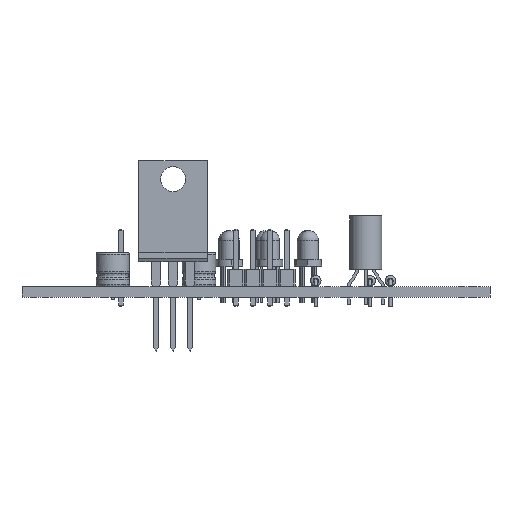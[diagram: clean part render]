
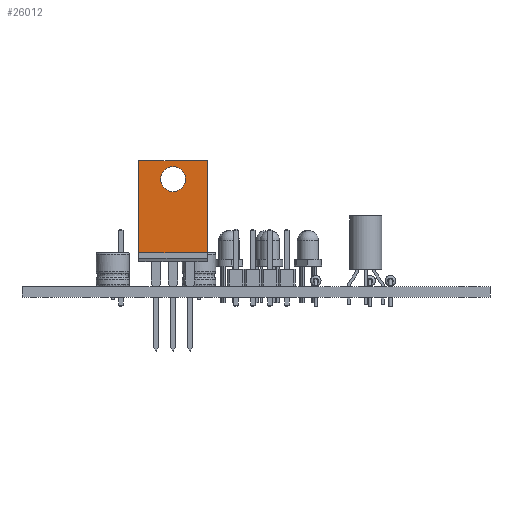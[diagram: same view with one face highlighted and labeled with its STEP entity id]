
A CAD part, left-side view. The second image highlights one B-rep face of the part: STEP entity #26012.
In plain terms, the highlighted face is planar.
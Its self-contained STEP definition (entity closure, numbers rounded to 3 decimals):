
#23470 = PLANE('',#23471);
#23471 = AXIS2_PLACEMENT_3D('',#23472,#23473,#23474);
#23472 = CARTESIAN_POINT('',(7.655,3.16,5.));
#23473 = DIRECTION('',(1.,0.,0.));
#23474 = DIRECTION('',(0.,-1.,0.));
#23526 = PLANE('',#23527);
#23527 = AXIS2_PLACEMENT_3D('',#23528,#23529,#23530);
#23528 = CARTESIAN_POINT('',(-2.575,1.89,5.));
#23529 = DIRECTION('',(-1.,0.,0.));
#23530 = DIRECTION('',(0.,1.,0.));
#23603 = PLANE('',#23604);
#23604 = AXIS2_PLACEMENT_3D('',#23605,#23606,#23607);
#23605 = CARTESIAN_POINT('',(-2.575,3.16,5.));
#23606 = DIRECTION('',(0.,0.,1.));
#23607 = DIRECTION('',(1.,0.,0.));
#24660 = VERTEX_POINT('',#24661);
#24661 = CARTESIAN_POINT('',(-2.575,3.16,18.775));
#24675 = PLANE('',#24676);
#24676 = AXIS2_PLACEMENT_3D('',#24677,#24678,#24679);
#24677 = CARTESIAN_POINT('',(-2.575,3.16,18.775));
#24678 = DIRECTION('',(0.,0.,1.));
#24679 = DIRECTION('',(1.,0.,0.));
#24687 = EDGE_CURVE('',#24688,#24660,#24690,.T.);
#24688 = VERTEX_POINT('',#24689);
#24689 = CARTESIAN_POINT('',(-2.575,3.16,5.));
#24690 = SURFACE_CURVE('',#24691,(#24695,#24702),.PCURVE_S1.);
#24691 = LINE('',#24692,#24693);
#24692 = CARTESIAN_POINT('',(-2.575,3.16,5.));
#24693 = VECTOR('',#24694,1.);
#24694 = DIRECTION('',(0.,0.,1.));
#24695 = PCURVE('',#23526,#24696);
#24696 = DEFINITIONAL_REPRESENTATION('',(#24697),#24701);
#24697 = LINE('',#24698,#24699);
#24698 = CARTESIAN_POINT('',(1.27,0.));
#24699 = VECTOR('',#24700,1.);
#24700 = DIRECTION('',(0.,-1.));
#24701 = ( GEOMETRIC_REPRESENTATION_CONTEXT(2) 
PARAMETRIC_REPRESENTATION_CONTEXT() REPRESENTATION_CONTEXT('2D SPACE',''
  ) );
#24702 = PCURVE('',#24703,#24708);
#24703 = PLANE('',#24704);
#24704 = AXIS2_PLACEMENT_3D('',#24705,#24706,#24707);
#24705 = CARTESIAN_POINT('',(-2.575,3.16,5.));
#24706 = DIRECTION('',(0.,1.,0.));
#24707 = DIRECTION('',(1.,0.,0.));
#24708 = DEFINITIONAL_REPRESENTATION('',(#24709),#24713);
#24709 = LINE('',#24710,#24711);
#24710 = CARTESIAN_POINT('',(0.,0.));
#24711 = VECTOR('',#24712,1.);
#24712 = DIRECTION('',(0.,-1.));
#24713 = ( GEOMETRIC_REPRESENTATION_CONTEXT(2) 
PARAMETRIC_REPRESENTATION_CONTEXT() REPRESENTATION_CONTEXT('2D SPACE',''
  ) );
#24805 = CYLINDRICAL_SURFACE('',#24806,1.868);
#24806 = AXIS2_PLACEMENT_3D('',#24807,#24808,#24809);
#24807 = CARTESIAN_POINT('',(2.54,1.89,16.005));
#24808 = DIRECTION('',(0.,-1.,0.));
#24809 = DIRECTION('',(1.,0.,0.));
#24843 = VERTEX_POINT('',#24844);
#24844 = CARTESIAN_POINT('',(7.655,3.16,5.));
#24865 = EDGE_CURVE('',#24843,#24866,#24868,.T.);
#24866 = VERTEX_POINT('',#24867);
#24867 = CARTESIAN_POINT('',(7.655,3.16,18.775));
#24868 = SURFACE_CURVE('',#24869,(#24873,#24880),.PCURVE_S1.);
#24869 = LINE('',#24870,#24871);
#24870 = CARTESIAN_POINT('',(7.655,3.16,5.));
#24871 = VECTOR('',#24872,1.);
#24872 = DIRECTION('',(0.,0.,1.));
#24873 = PCURVE('',#23470,#24874);
#24874 = DEFINITIONAL_REPRESENTATION('',(#24875),#24879);
#24875 = LINE('',#24876,#24877);
#24876 = CARTESIAN_POINT('',(0.,0.));
#24877 = VECTOR('',#24878,1.);
#24878 = DIRECTION('',(0.,-1.));
#24879 = ( GEOMETRIC_REPRESENTATION_CONTEXT(2) 
PARAMETRIC_REPRESENTATION_CONTEXT() REPRESENTATION_CONTEXT('2D SPACE',''
  ) );
#24880 = PCURVE('',#24703,#24881);
#24881 = DEFINITIONAL_REPRESENTATION('',(#24882),#24886);
#24882 = LINE('',#24883,#24884);
#24883 = CARTESIAN_POINT('',(10.23,0.));
#24884 = VECTOR('',#24885,1.);
#24885 = DIRECTION('',(0.,-1.));
#24886 = ( GEOMETRIC_REPRESENTATION_CONTEXT(2) 
PARAMETRIC_REPRESENTATION_CONTEXT() REPRESENTATION_CONTEXT('2D SPACE',''
  ) );
#24915 = EDGE_CURVE('',#24688,#24843,#24916,.T.);
#24916 = SURFACE_CURVE('',#24917,(#24921,#24928),.PCURVE_S1.);
#24917 = LINE('',#24918,#24919);
#24918 = CARTESIAN_POINT('',(-2.575,3.16,5.));
#24919 = VECTOR('',#24920,1.);
#24920 = DIRECTION('',(1.,0.,0.));
#24921 = PCURVE('',#23603,#24922);
#24922 = DEFINITIONAL_REPRESENTATION('',(#24923),#24927);
#24923 = LINE('',#24924,#24925);
#24924 = CARTESIAN_POINT('',(0.,0.));
#24925 = VECTOR('',#24926,1.);
#24926 = DIRECTION('',(1.,0.));
#24927 = ( GEOMETRIC_REPRESENTATION_CONTEXT(2) 
PARAMETRIC_REPRESENTATION_CONTEXT() REPRESENTATION_CONTEXT('2D SPACE',''
  ) );
#24928 = PCURVE('',#24703,#24929);
#24929 = DEFINITIONAL_REPRESENTATION('',(#24930),#24934);
#24930 = LINE('',#24931,#24932);
#24931 = CARTESIAN_POINT('',(0.,0.));
#24932 = VECTOR('',#24933,1.);
#24933 = DIRECTION('',(1.,0.));
#24934 = ( GEOMETRIC_REPRESENTATION_CONTEXT(2) 
PARAMETRIC_REPRESENTATION_CONTEXT() REPRESENTATION_CONTEXT('2D SPACE',''
  ) );
#26012 = ADVANCED_FACE('',(#26013,#26039),#24703,.T.);
#26013 = FACE_BOUND('',#26014,.T.);
#26014 = EDGE_LOOP('',(#26015,#26016,#26037,#26038));
#26015 = ORIENTED_EDGE('',*,*,#24687,.T.);
#26016 = ORIENTED_EDGE('',*,*,#26017,.T.);
#26017 = EDGE_CURVE('',#24660,#24866,#26018,.T.);
#26018 = SURFACE_CURVE('',#26019,(#26023,#26030),.PCURVE_S1.);
#26019 = LINE('',#26020,#26021);
#26020 = CARTESIAN_POINT('',(-2.575,3.16,18.775));
#26021 = VECTOR('',#26022,1.);
#26022 = DIRECTION('',(1.,0.,0.));
#26023 = PCURVE('',#24703,#26024);
#26024 = DEFINITIONAL_REPRESENTATION('',(#26025),#26029);
#26025 = LINE('',#26026,#26027);
#26026 = CARTESIAN_POINT('',(0.,-13.775));
#26027 = VECTOR('',#26028,1.);
#26028 = DIRECTION('',(1.,0.));
#26029 = ( GEOMETRIC_REPRESENTATION_CONTEXT(2) 
PARAMETRIC_REPRESENTATION_CONTEXT() REPRESENTATION_CONTEXT('2D SPACE',''
  ) );
#26030 = PCURVE('',#24675,#26031);
#26031 = DEFINITIONAL_REPRESENTATION('',(#26032),#26036);
#26032 = LINE('',#26033,#26034);
#26033 = CARTESIAN_POINT('',(0.,0.));
#26034 = VECTOR('',#26035,1.);
#26035 = DIRECTION('',(1.,0.));
#26036 = ( GEOMETRIC_REPRESENTATION_CONTEXT(2) 
PARAMETRIC_REPRESENTATION_CONTEXT() REPRESENTATION_CONTEXT('2D SPACE',''
  ) );
#26037 = ORIENTED_EDGE('',*,*,#24865,.F.);
#26038 = ORIENTED_EDGE('',*,*,#24915,.F.);
#26039 = FACE_BOUND('',#26040,.T.);
#26040 = EDGE_LOOP('',(#26041));
#26041 = ORIENTED_EDGE('',*,*,#26042,.T.);
#26042 = EDGE_CURVE('',#26043,#26043,#26045,.T.);
#26043 = VERTEX_POINT('',#26044);
#26044 = CARTESIAN_POINT('',(4.408,3.16,16.005));
#26045 = SURFACE_CURVE('',#26046,(#26051,#26062),.PCURVE_S1.);
#26046 = CIRCLE('',#26047,1.868);
#26047 = AXIS2_PLACEMENT_3D('',#26048,#26049,#26050);
#26048 = CARTESIAN_POINT('',(2.54,3.16,16.005));
#26049 = DIRECTION('',(0.,-1.,0.));
#26050 = DIRECTION('',(1.,0.,0.));
#26051 = PCURVE('',#24703,#26052);
#26052 = DEFINITIONAL_REPRESENTATION('',(#26053),#26061);
#26053 = ( BOUNDED_CURVE() B_SPLINE_CURVE(2,(#26054,#26055,#26056,#26057
    ,#26058,#26059,#26060),.UNSPECIFIED.,.T.,.F.) 
B_SPLINE_CURVE_WITH_KNOTS((1,2,2,2,2,1),(-2.094,0.,
    2.094,4.189,6.283,8.378),
.UNSPECIFIED.) CURVE() GEOMETRIC_REPRESENTATION_ITEM() 
RATIONAL_B_SPLINE_CURVE((1.,0.5,1.,0.5,1.,0.5,1.)) REPRESENTATION_ITEM(
  '') );
#26054 = CARTESIAN_POINT('',(6.983,-11.005));
#26055 = CARTESIAN_POINT('',(6.983,-14.24));
#26056 = CARTESIAN_POINT('',(4.181,-12.622));
#26057 = CARTESIAN_POINT('',(1.38,-11.005));
#26058 = CARTESIAN_POINT('',(4.181,-9.388));
#26059 = CARTESIAN_POINT('',(6.983,-7.77));
#26060 = CARTESIAN_POINT('',(6.983,-11.005));
#26061 = ( GEOMETRIC_REPRESENTATION_CONTEXT(2) 
PARAMETRIC_REPRESENTATION_CONTEXT() REPRESENTATION_CONTEXT('2D SPACE',''
  ) );
#26062 = PCURVE('',#24805,#26063);
#26063 = DEFINITIONAL_REPRESENTATION('',(#26064),#26090);
#26064 = B_SPLINE_CURVE_WITH_KNOTS('',3,(#26065,#26066,#26067,#26068,
    #26069,#26070,#26071,#26072,#26073,#26074,#26075,#26076,#26077,
    #26078,#26079,#26080,#26081,#26082,#26083,#26084,#26085,#26086,
    #26087,#26088,#26089),.UNSPECIFIED.,.F.,.F.,(4,1,1,1,1,1,1,1,1,1,1,1
    ,1,1,1,1,1,1,1,1,1,1,4),(0.,0.286,0.571,
    0.857,1.142,1.428,1.714,
    1.999,2.285,2.57,2.856,
    3.142,3.427,3.713,3.998,
    4.284,4.57,4.855,5.141,
    5.426,5.712,5.998,6.283),
  .QUASI_UNIFORM_KNOTS.);
#26065 = CARTESIAN_POINT('',(0.,-1.27));
#26066 = CARTESIAN_POINT('',(0.095,-1.27));
#26067 = CARTESIAN_POINT('',(0.286,-1.27));
#26068 = CARTESIAN_POINT('',(0.571,-1.27));
#26069 = CARTESIAN_POINT('',(0.857,-1.27));
#26070 = CARTESIAN_POINT('',(1.142,-1.27));
#26071 = CARTESIAN_POINT('',(1.428,-1.27));
#26072 = CARTESIAN_POINT('',(1.714,-1.27));
#26073 = CARTESIAN_POINT('',(1.999,-1.27));
#26074 = CARTESIAN_POINT('',(2.285,-1.27));
#26075 = CARTESIAN_POINT('',(2.57,-1.27));
#26076 = CARTESIAN_POINT('',(2.856,-1.27));
#26077 = CARTESIAN_POINT('',(3.142,-1.27));
#26078 = CARTESIAN_POINT('',(3.427,-1.27));
#26079 = CARTESIAN_POINT('',(3.713,-1.27));
#26080 = CARTESIAN_POINT('',(3.998,-1.27));
#26081 = CARTESIAN_POINT('',(4.284,-1.27));
#26082 = CARTESIAN_POINT('',(4.57,-1.27));
#26083 = CARTESIAN_POINT('',(4.855,-1.27));
#26084 = CARTESIAN_POINT('',(5.141,-1.27));
#26085 = CARTESIAN_POINT('',(5.426,-1.27));
#26086 = CARTESIAN_POINT('',(5.712,-1.27));
#26087 = CARTESIAN_POINT('',(5.998,-1.27));
#26088 = CARTESIAN_POINT('',(6.188,-1.27));
#26089 = CARTESIAN_POINT('',(6.283,-1.27));
#26090 = ( GEOMETRIC_REPRESENTATION_CONTEXT(2) 
PARAMETRIC_REPRESENTATION_CONTEXT() REPRESENTATION_CONTEXT('2D SPACE',''
  ) );
